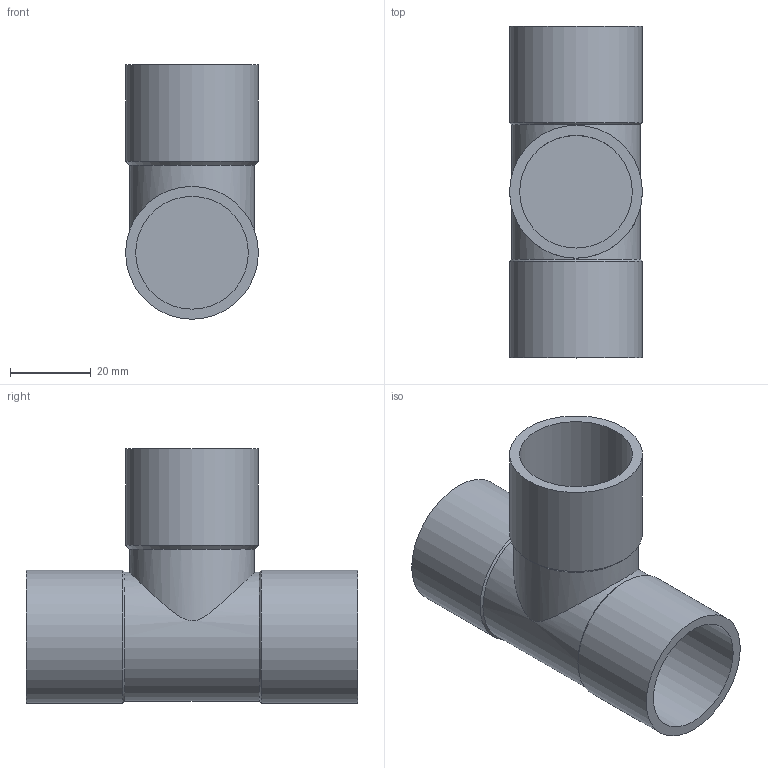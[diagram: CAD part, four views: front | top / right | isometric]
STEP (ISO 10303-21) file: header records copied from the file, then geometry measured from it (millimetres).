
FILE_DESCRIPTION( ( 'Unknown' ), '1' );
FILE_NAME( 'F16DN28.stp', 'Unknown', ( 'Unknown' ), ( 'Unknown' ), 'PSStep 14.0', 'Unknown', ' ' );
FILE_SCHEMA( ( 'AUTOMOTIVE_DESIGN { 1 0 10303 214 1 1 1 1 }' ) );
Length unit declared in the file: millimetre
Products named in the file (1): 1
Bounding box: 33 x 82.4 x 63.2 mm (x, y, z)
Volume: 55044.9 mm3; surface area: 19662.8 mm2
Topology: 1 solids, 1 shells, 17 faces, 30 edges, 19 vertices
Faces by surface type: cylinder 8, plane 6, cone 3
Full cylindrical faces by diameter (mm): 28 x3, 31 x1, 32 x1, 33 x3
Entity records: 608 total; most frequent: CARTESIAN_POINT 175, DIRECTION 66, AXIS2_PLACEMENT_3D 33, EDGE_LOOP 32, ORIENTED_EDGE 32, FACE_OUTER_BOUND 25, STYLED_ITEM 17, PRESENTATION_STYLE_ASSIGNMENT 17
